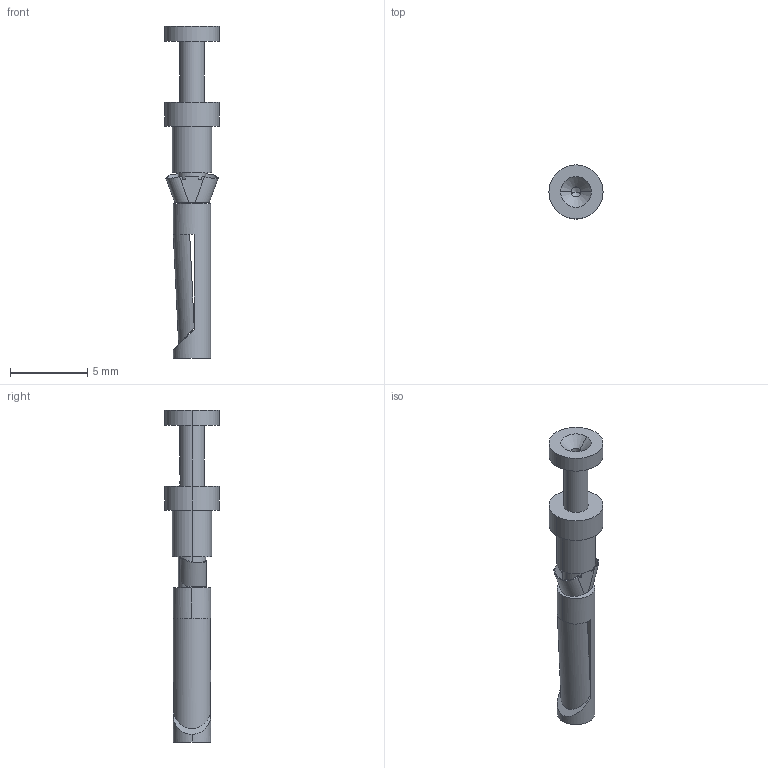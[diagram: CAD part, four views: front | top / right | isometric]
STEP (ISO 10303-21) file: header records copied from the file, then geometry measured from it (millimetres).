
FILE_DESCRIPTION((''),'2;1');
FILE_NAME('FC10A-0','2018-03-14T',('tc.chen'),(''),'PRO/ENGINEER BY PARAMETRIC TECHNOLOGY CORPORATION, 2012480','PRO/ENGINEER BY PARAMETRIC TECHNOLOGY CORPORATION, 2012480','');
FILE_SCHEMA(('AUTOMOTIVE_DESIGN { 1 0 10303 214 1 1 1 1 }'));
Length unit declared in the file: millimetre
Products named in the file (1): FC10A-0
Bounding box: 3.5 x 3.5 x 21.5 mm (x, y, z)
Volume: 74 mm3; surface area: 280.5 mm2
Topology: 1 solids, 1 shells, 101 faces, 261 edges, 166 vertices
Faces by surface type: plane 35, cylinder 32, bspline 26, cone 4, torus 2, extrusion 2
Entity records: 5141 total; most frequent: CARTESIAN_POINT 1980, ORIENTED_EDGE 518, DIRECTION 403, PRESENTATION_STYLE_ASSIGNMENT 260, STYLED_ITEM 260, CURVE_STYLE 259, EDGE_CURVE 259, VERTEX_POINT 166
